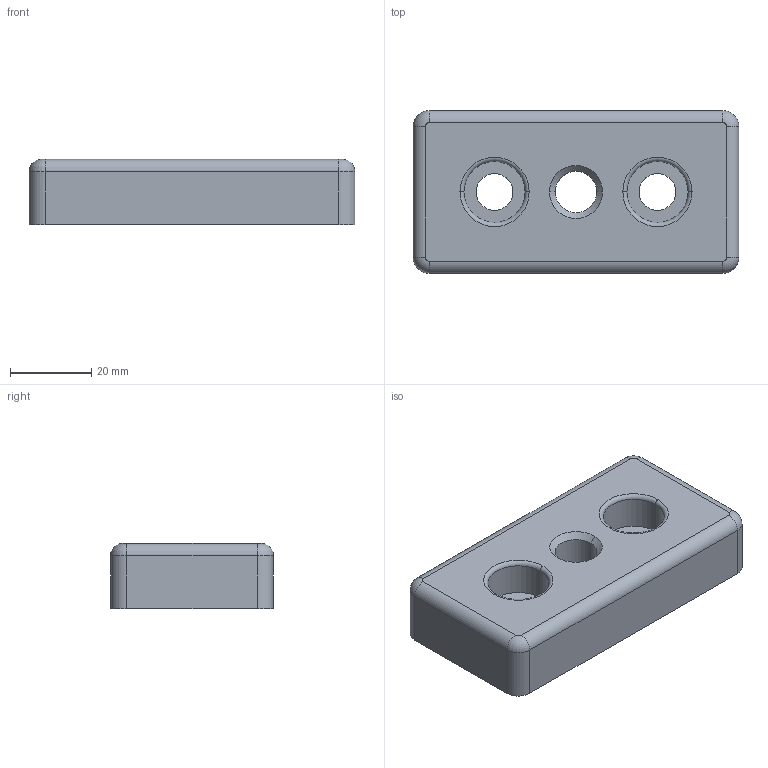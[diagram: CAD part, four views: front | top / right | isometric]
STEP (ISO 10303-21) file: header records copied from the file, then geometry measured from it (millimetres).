
FILE_DESCRIPTION (( 'STEP AP214' ), '1' );
FILE_NAME ('093TA40801208R.STEP', '2017-02-15T10:58:55', ( '' ), ( '' ), 'SwSTEP 2.0', 'SolidWorks 2016', '' );
FILE_SCHEMA (( 'AUTOMOTIVE_DESIGN' ));
Length unit declared in the file: millimetre
Products named in the file (1): 093TA40801208R
Bounding box: 80 x 40 x 16 mm (x, y, z)
Volume: 33471.6 mm3; surface area: 15246.7 mm2
Topology: 1 solids, 1 shells, 200 faces, 446 edges, 258 vertices
Faces by surface type: cylinder 62, plane 44, sphere 39, torus 20, bspline 19, cone 16
Entity records: 5907 total; most frequent: CARTESIAN_POINT 1563, DIRECTION 916, ORIENTED_EDGE 892, EDGE_CURVE 446, AXIS2_PLACEMENT_3D 383, VERTEX_POINT 258, EDGE_LOOP 216, CIRCLE 201
